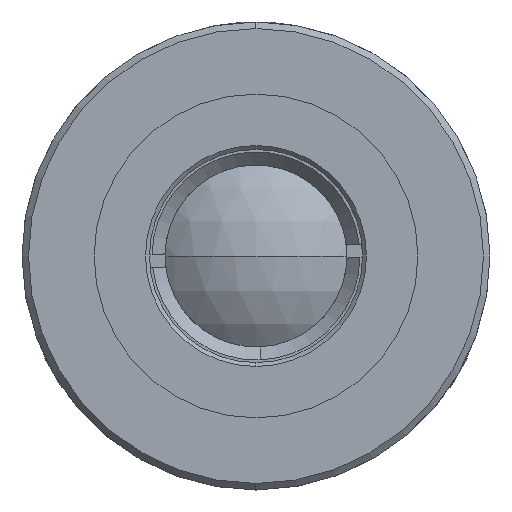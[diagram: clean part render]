
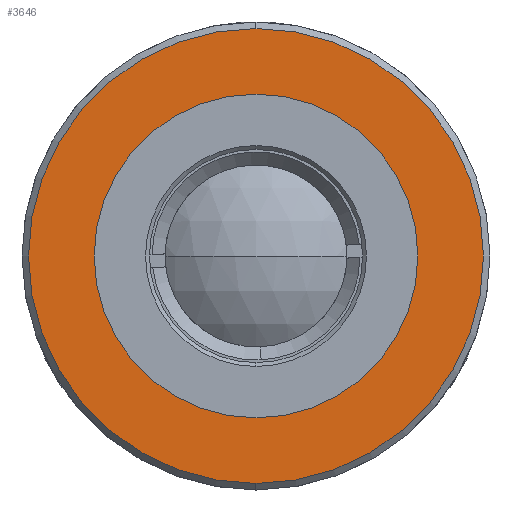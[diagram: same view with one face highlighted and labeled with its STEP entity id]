
A CAD part, left-side view. The second image highlights one B-rep face of the part: STEP entity #3646.
In plain terms, the highlighted planar face has unit normal (-1, 0, 0).
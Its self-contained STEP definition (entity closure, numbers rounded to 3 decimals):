
#33 = EDGE_LOOP ( 'NONE', ( #1390, #4570 ) ) ;
#68 = VERTEX_POINT ( 'NONE', #298 ) ;
#75 = DIRECTION ( 'NONE',  ( -1., 0., 0. ) ) ;
#112 = CIRCLE ( 'NONE', #1244, 12.45 ) ;
#298 = CARTESIAN_POINT ( 'NONE',  ( -5.002, 0., -12.45 ) ) ;
#416 = DIRECTION ( 'NONE',  ( 0., 0., -1. ) ) ;
#425 = CARTESIAN_POINT ( 'NONE',  ( -5.002, 18., 0. ) ) ;
#642 = DIRECTION ( 'NONE',  ( -1., 0., 0. ) ) ;
#762 = CARTESIAN_POINT ( 'NONE',  ( -5.002, 0., -17.5 ) ) ;
#794 = DIRECTION ( 'NONE',  ( 0., 0., -1. ) ) ;
#797 = DIRECTION ( 'NONE',  ( 0., 0., -1. ) ) ;
#1117 = VERTEX_POINT ( 'NONE', #3487 ) ;
#1244 = AXIS2_PLACEMENT_3D ( 'NONE', #2077, #2499, #3648 ) ;
#1326 = EDGE_CURVE ( 'NONE', #1731, #3268, #2041, .T. ) ;
#1390 = ORIENTED_EDGE ( 'NONE', *, *, #1326, .T. ) ;
#1504 = AXIS2_PLACEMENT_3D ( 'NONE', #3536, #75, #797 ) ;
#1731 = VERTEX_POINT ( 'NONE', #762 ) ;
#1953 = AXIS2_PLACEMENT_3D ( 'NONE', #425, #1983, #794 ) ;
#1983 = DIRECTION ( 'NONE',  ( 1., 0., 0. ) ) ;
#2041 = CIRCLE ( 'NONE', #4117, 17.5 ) ;
#2052 = PLANE ( 'NONE',  #1953 ) ;
#2077 = CARTESIAN_POINT ( 'NONE',  ( -5.002, 0., 0. ) ) ;
#2305 = CIRCLE ( 'NONE', #1504, 17.5 ) ;
#2386 = CARTESIAN_POINT ( 'NONE',  ( -5.002, 0., 0. ) ) ;
#2499 = DIRECTION ( 'NONE',  ( -1., 0., 0. ) ) ;
#2712 = EDGE_CURVE ( 'NONE', #1117, #68, #112, .T. ) ;
#2744 = DIRECTION ( 'NONE',  ( -1., 0., 0. ) ) ;
#3268 = VERTEX_POINT ( 'NONE', #4352 ) ;
#3385 = CARTESIAN_POINT ( 'NONE',  ( -5.002, 0., 0. ) ) ;
#3487 = CARTESIAN_POINT ( 'NONE',  ( -5.002, 0., 12.45 ) ) ;
#3536 = CARTESIAN_POINT ( 'NONE',  ( -5.002, 0., 0. ) ) ;
#3566 = ORIENTED_EDGE ( 'NONE', *, *, #4090, .F. ) ;
#3580 = DIRECTION ( 'NONE',  ( 0., 0., 1. ) ) ;
#3586 = FACE_OUTER_BOUND ( 'NONE', #33, .T. ) ;
#3646 = ADVANCED_FACE ( 'NONE', ( #3586, #4697 ), #2052, .F. ) ;
#3648 = DIRECTION ( 'NONE',  ( 0., 0., 1. ) ) ;
#3700 = EDGE_LOOP ( 'NONE', ( #4060, #3566 ) ) ;
#4060 = ORIENTED_EDGE ( 'NONE', *, *, #2712, .F. ) ;
#4090 = EDGE_CURVE ( 'NONE', #68, #1117, #4834, .T. ) ;
#4116 = AXIS2_PLACEMENT_3D ( 'NONE', #2386, #2744, #3580 ) ;
#4117 = AXIS2_PLACEMENT_3D ( 'NONE', #3385, #642, #416 ) ;
#4352 = CARTESIAN_POINT ( 'NONE',  ( -5.002, 0., 17.5 ) ) ;
#4570 = ORIENTED_EDGE ( 'NONE', *, *, #4893, .T. ) ;
#4697 = FACE_BOUND ( 'NONE', #3700, .T. ) ;
#4834 = CIRCLE ( 'NONE', #4116, 12.45 ) ;
#4893 = EDGE_CURVE ( 'NONE', #3268, #1731, #2305, .T. ) ;
